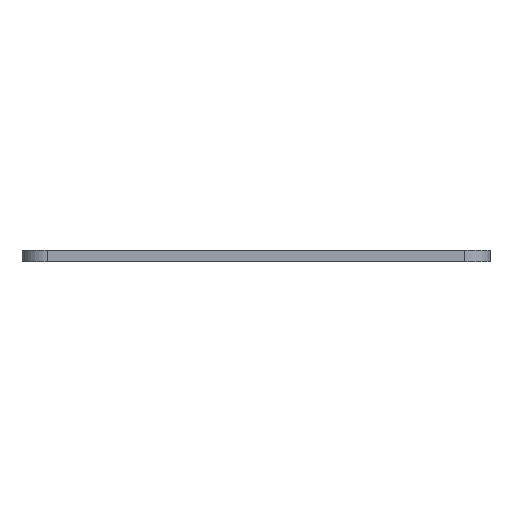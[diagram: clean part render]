
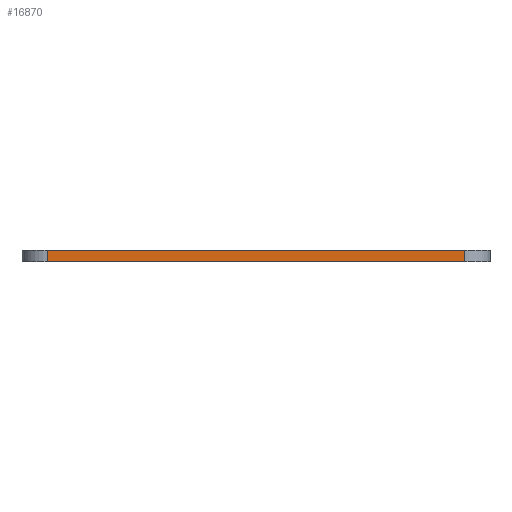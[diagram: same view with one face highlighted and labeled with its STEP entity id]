
A CAD part, front view. The second image highlights one B-rep face of the part: STEP entity #16870.
In plain terms, the highlighted planar face has unit normal (0, -1, 0).
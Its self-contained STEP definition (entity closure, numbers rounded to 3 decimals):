
#83 = PLANE('',#84);
#84 = AXIS2_PLACEMENT_3D('',#85,#86,#87);
#85 = CARTESIAN_POINT('',(52.99,55.502,1.6));
#86 = DIRECTION('',(-0.,-0.,-1.));
#87 = DIRECTION('',(-1.,0.,0.));
#111 = CYLINDRICAL_SURFACE('',#112,3.5);
#112 = AXIS2_PLACEMENT_3D('',#113,#114,#115);
#113 = CARTESIAN_POINT('',(81.99,31.004,0.));
#114 = DIRECTION('',(-0.,-0.,-1.));
#115 = DIRECTION('',(1.,0.,-0.));
#137 = PLANE('',#138);
#138 = AXIS2_PLACEMENT_3D('',#139,#140,#141);
#139 = CARTESIAN_POINT('',(52.99,55.502,0.));
#140 = DIRECTION('',(-0.,-0.,-1.));
#141 = DIRECTION('',(-1.,0.,0.));
#238 = EDGE_CURVE('',#239,#241,#243,.T.);
#239 = VERTEX_POINT('',#240);
#240 = CARTESIAN_POINT('',(81.99,27.504,0.));
#241 = VERTEX_POINT('',#242);
#242 = CARTESIAN_POINT('',(81.99,27.504,1.6));
#243 = SURFACE_CURVE('',#244,(#248,#255),.PCURVE_S1.);
#244 = LINE('',#245,#246);
#245 = CARTESIAN_POINT('',(81.99,27.504,0.));
#246 = VECTOR('',#247,1.);
#247 = DIRECTION('',(0.,0.,1.));
#248 = PCURVE('',#111,#249);
#249 = DEFINITIONAL_REPRESENTATION('',(#250),#254);
#250 = LINE('',#251,#252);
#251 = CARTESIAN_POINT('',(-4.712,0.));
#252 = VECTOR('',#253,1.);
#253 = DIRECTION('',(-0.,-1.));
#254 = ( GEOMETRIC_REPRESENTATION_CONTEXT(2) 
PARAMETRIC_REPRESENTATION_CONTEXT() REPRESENTATION_CONTEXT('2D SPACE',''
  ) );
#255 = PCURVE('',#256,#261);
#256 = PLANE('',#257);
#257 = AXIS2_PLACEMENT_3D('',#258,#259,#260);
#258 = CARTESIAN_POINT('',(81.99,27.504,0.));
#259 = DIRECTION('',(0.,-1.,0.));
#260 = DIRECTION('',(-1.,0.,0.));
#261 = DEFINITIONAL_REPRESENTATION('',(#262),#266);
#262 = LINE('',#263,#264);
#263 = CARTESIAN_POINT('',(0.,0.));
#264 = VECTOR('',#265,1.);
#265 = DIRECTION('',(0.,-1.));
#266 = ( GEOMETRIC_REPRESENTATION_CONTEXT(2) 
PARAMETRIC_REPRESENTATION_CONTEXT() REPRESENTATION_CONTEXT('2D SPACE',''
  ) );
#326 = EDGE_CURVE('',#239,#327,#329,.T.);
#327 = VERTEX_POINT('',#328);
#328 = CARTESIAN_POINT('',(23.99,27.504,0.));
#329 = SURFACE_CURVE('',#330,(#334,#341),.PCURVE_S1.);
#330 = LINE('',#331,#332);
#331 = CARTESIAN_POINT('',(81.99,27.504,0.));
#332 = VECTOR('',#333,1.);
#333 = DIRECTION('',(-1.,0.,0.));
#334 = PCURVE('',#137,#335);
#335 = DEFINITIONAL_REPRESENTATION('',(#336),#340);
#336 = LINE('',#337,#338);
#337 = CARTESIAN_POINT('',(-29.,-27.998));
#338 = VECTOR('',#339,1.);
#339 = DIRECTION('',(1.,0.));
#340 = ( GEOMETRIC_REPRESENTATION_CONTEXT(2) 
PARAMETRIC_REPRESENTATION_CONTEXT() REPRESENTATION_CONTEXT('2D SPACE',''
  ) );
#341 = PCURVE('',#256,#342);
#342 = DEFINITIONAL_REPRESENTATION('',(#343),#347);
#343 = LINE('',#344,#345);
#344 = CARTESIAN_POINT('',(0.,0.));
#345 = VECTOR('',#346,1.);
#346 = DIRECTION('',(1.,0.));
#347 = ( GEOMETRIC_REPRESENTATION_CONTEXT(2) 
PARAMETRIC_REPRESENTATION_CONTEXT() REPRESENTATION_CONTEXT('2D SPACE',''
  ) );
#370 = CYLINDRICAL_SURFACE('',#371,3.5);
#371 = AXIS2_PLACEMENT_3D('',#372,#373,#374);
#372 = CARTESIAN_POINT('',(23.99,31.004,0.));
#373 = DIRECTION('',(-0.,-0.,-1.));
#374 = DIRECTION('',(1.,0.,-0.));
#9220 = EDGE_CURVE('',#241,#9221,#9223,.T.);
#9221 = VERTEX_POINT('',#9222);
#9222 = CARTESIAN_POINT('',(23.99,27.504,1.6));
#9223 = SURFACE_CURVE('',#9224,(#9228,#9235),.PCURVE_S1.);
#9224 = LINE('',#9225,#9226);
#9225 = CARTESIAN_POINT('',(81.99,27.504,1.6));
#9226 = VECTOR('',#9227,1.);
#9227 = DIRECTION('',(-1.,0.,0.));
#9228 = PCURVE('',#83,#9229);
#9229 = DEFINITIONAL_REPRESENTATION('',(#9230),#9234);
#9230 = LINE('',#9231,#9232);
#9231 = CARTESIAN_POINT('',(-29.,-27.998));
#9232 = VECTOR('',#9233,1.);
#9233 = DIRECTION('',(1.,0.));
#9234 = ( GEOMETRIC_REPRESENTATION_CONTEXT(2) 
PARAMETRIC_REPRESENTATION_CONTEXT() REPRESENTATION_CONTEXT('2D SPACE',''
  ) );
#9235 = PCURVE('',#256,#9236);
#9236 = DEFINITIONAL_REPRESENTATION('',(#9237),#9241);
#9237 = LINE('',#9238,#9239);
#9238 = CARTESIAN_POINT('',(0.,-1.6));
#9239 = VECTOR('',#9240,1.);
#9240 = DIRECTION('',(1.,0.));
#9241 = ( GEOMETRIC_REPRESENTATION_CONTEXT(2) 
PARAMETRIC_REPRESENTATION_CONTEXT() REPRESENTATION_CONTEXT('2D SPACE',''
  ) );
#16870 = ADVANCED_FACE('',(#16871),#256,.T.);
#16871 = FACE_BOUND('',#16872,.T.);
#16872 = EDGE_LOOP('',(#16873,#16874,#16875,#16896));
#16873 = ORIENTED_EDGE('',*,*,#238,.T.);
#16874 = ORIENTED_EDGE('',*,*,#9220,.T.);
#16875 = ORIENTED_EDGE('',*,*,#16876,.F.);
#16876 = EDGE_CURVE('',#327,#9221,#16877,.T.);
#16877 = SURFACE_CURVE('',#16878,(#16882,#16889),.PCURVE_S1.);
#16878 = LINE('',#16879,#16880);
#16879 = CARTESIAN_POINT('',(23.99,27.504,0.));
#16880 = VECTOR('',#16881,1.);
#16881 = DIRECTION('',(0.,0.,1.));
#16882 = PCURVE('',#256,#16883);
#16883 = DEFINITIONAL_REPRESENTATION('',(#16884),#16888);
#16884 = LINE('',#16885,#16886);
#16885 = CARTESIAN_POINT('',(58.,0.));
#16886 = VECTOR('',#16887,1.);
#16887 = DIRECTION('',(0.,-1.));
#16888 = ( GEOMETRIC_REPRESENTATION_CONTEXT(2) 
PARAMETRIC_REPRESENTATION_CONTEXT() REPRESENTATION_CONTEXT('2D SPACE',''
  ) );
#16889 = PCURVE('',#370,#16890);
#16890 = DEFINITIONAL_REPRESENTATION('',(#16891),#16895);
#16891 = LINE('',#16892,#16893);
#16892 = CARTESIAN_POINT('',(-4.712,0.));
#16893 = VECTOR('',#16894,1.);
#16894 = DIRECTION('',(-0.,-1.));
#16895 = ( GEOMETRIC_REPRESENTATION_CONTEXT(2) 
PARAMETRIC_REPRESENTATION_CONTEXT() REPRESENTATION_CONTEXT('2D SPACE',''
  ) );
#16896 = ORIENTED_EDGE('',*,*,#326,.F.);
